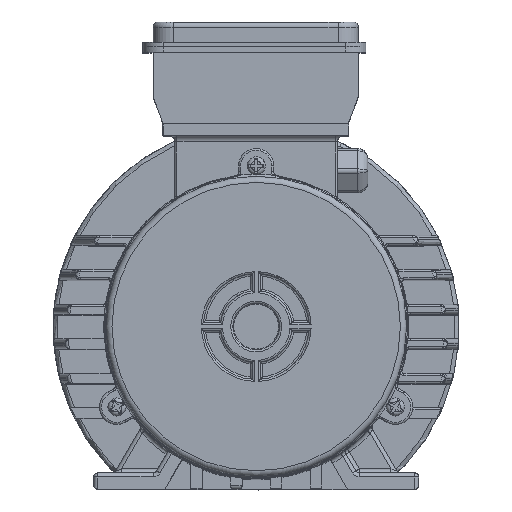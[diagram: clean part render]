
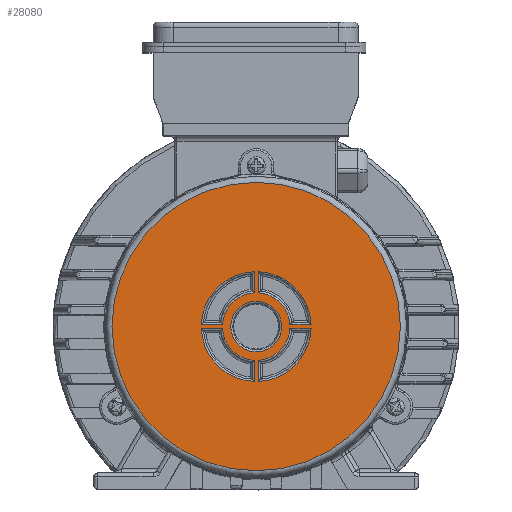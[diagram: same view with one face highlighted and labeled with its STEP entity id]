
A CAD part, top view. The second image highlights one B-rep face of the part: STEP entity #28080.
In plain terms, the highlighted planar face has unit normal (0, 0, 1).
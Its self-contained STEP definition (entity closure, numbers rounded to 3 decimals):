
#357=FACE_BOUND('',#8734,.T.);
#358=FACE_BOUND('',#8735,.T.);
#359=FACE_BOUND('',#8736,.T.);
#360=FACE_BOUND('',#8737,.T.);
#361=FACE_BOUND('',#8738,.T.);
#2049=LINE('',#41403,#4482);
#2050=LINE('',#41436,#4483);
#2051=LINE('',#41471,#4484);
#2052=LINE('',#41504,#4485);
#2053=LINE('',#41536,#4486);
#2054=LINE('',#41570,#4487);
#2055=LINE('',#41590,#4488);
#2056=LINE('',#41624,#4489);
#4482=VECTOR('',#32920,10.393);
#4483=VECTOR('',#32927,10.393);
#4484=VECTOR('',#32934,10.393);
#4485=VECTOR('',#32941,10.393);
#4486=VECTOR('',#32944,10.393);
#4487=VECTOR('',#32951,10.393);
#4488=VECTOR('',#32958,10.393);
#4489=VECTOR('',#32965,10.393);
#6949=FACE_OUTER_BOUND('',#8733,.T.);
#8733=EDGE_LOOP('',(#19065));
#8734=EDGE_LOOP('',(#19066));
#8735=EDGE_LOOP('',(#19067,#19068,#19069,#19070));
#8736=EDGE_LOOP('',(#19071,#19072,#19073,#19074));
#8737=EDGE_LOOP('',(#19075,#19076,#19077,#19078));
#8738=EDGE_LOOP('',(#19079,#19080,#19081,#19082));
#10623=CIRCLE('',#29873,16.656);
#10624=CIRCLE('',#29876,27.037);
#10625=CIRCLE('',#29879,16.656);
#10626=CIRCLE('',#29882,27.037);
#10627=CIRCLE('',#29886,27.037);
#10628=CIRCLE('',#29889,16.656);
#10629=CIRCLE('',#29892,27.037);
#10630=CIRCLE('',#29895,16.656);
#10631=CIRCLE('',#29897,12.5);
#10655=CIRCLE('',#29955,71.);
#11903=VERTEX_POINT('',#41370);
#11904=VERTEX_POINT('',#41385);
#11905=VERTEX_POINT('',#41402);
#11906=VERTEX_POINT('',#41419);
#11907=VERTEX_POINT('',#41438);
#11908=VERTEX_POINT('',#41453);
#11909=VERTEX_POINT('',#41470);
#11910=VERTEX_POINT('',#41487);
#11911=VERTEX_POINT('',#41506);
#11912=VERTEX_POINT('',#41521);
#11913=VERTEX_POINT('',#41538);
#11914=VERTEX_POINT('',#41555);
#11915=VERTEX_POINT('',#41574);
#11916=VERTEX_POINT('',#41589);
#11917=VERTEX_POINT('',#41606);
#11918=VERTEX_POINT('',#41623);
#11919=VERTEX_POINT('',#41642);
#11974=VERTEX_POINT('',#41899);
#14537=EDGE_CURVE('',#11904,#11903,#10623,.F.);
#14539=EDGE_CURVE('',#11905,#11904,#2049,.T.);
#14541=EDGE_CURVE('',#11906,#11905,#10624,.T.);
#14543=EDGE_CURVE('',#11903,#11906,#2050,.T.);
#14545=EDGE_CURVE('',#11908,#11907,#10625,.F.);
#14547=EDGE_CURVE('',#11909,#11908,#2051,.T.);
#14549=EDGE_CURVE('',#11910,#11909,#10626,.T.);
#14551=EDGE_CURVE('',#11907,#11910,#2052,.F.);
#14554=EDGE_CURVE('',#11911,#11912,#2053,.F.);
#14555=EDGE_CURVE('',#11913,#11911,#10627,.T.);
#14558=EDGE_CURVE('',#11914,#11913,#2054,.T.);
#14559=EDGE_CURVE('',#11912,#11914,#10628,.F.);
#14561=EDGE_CURVE('',#11916,#11915,#2055,.F.);
#14563=EDGE_CURVE('',#11917,#11916,#10629,.T.);
#14565=EDGE_CURVE('',#11918,#11917,#2056,.F.);
#14567=EDGE_CURVE('',#11915,#11918,#10630,.F.);
#14568=EDGE_CURVE('',#11919,#11919,#10631,.T.);
#14656=EDGE_CURVE('',#11974,#11974,#10655,.F.);
#19065=ORIENTED_EDGE('',*,*,#14656,.T.);
#19066=ORIENTED_EDGE('',*,*,#14568,.T.);
#19067=ORIENTED_EDGE('',*,*,#14567,.T.);
#19068=ORIENTED_EDGE('',*,*,#14565,.T.);
#19069=ORIENTED_EDGE('',*,*,#14563,.T.);
#19070=ORIENTED_EDGE('',*,*,#14561,.T.);
#19071=ORIENTED_EDGE('',*,*,#14559,.T.);
#19072=ORIENTED_EDGE('',*,*,#14558,.T.);
#19073=ORIENTED_EDGE('',*,*,#14555,.T.);
#19074=ORIENTED_EDGE('',*,*,#14554,.T.);
#19075=ORIENTED_EDGE('',*,*,#14551,.T.);
#19076=ORIENTED_EDGE('',*,*,#14549,.T.);
#19077=ORIENTED_EDGE('',*,*,#14547,.T.);
#19078=ORIENTED_EDGE('',*,*,#14545,.T.);
#19079=ORIENTED_EDGE('',*,*,#14543,.T.);
#19080=ORIENTED_EDGE('',*,*,#14541,.T.);
#19081=ORIENTED_EDGE('',*,*,#14539,.T.);
#19082=ORIENTED_EDGE('',*,*,#14537,.T.);
#27176=PLANE('',#29954);
#28080=ADVANCED_FACE('',(#6949,#357,#358,#359,#360,#361),#27176,.F.);
#29873=AXIS2_PLACEMENT_3D('',#41386,#32916,#32917);
#29876=AXIS2_PLACEMENT_3D('',#41420,#32923,#32924);
#29879=AXIS2_PLACEMENT_3D('',#41454,#32930,#32931);
#29882=AXIS2_PLACEMENT_3D('',#41488,#32937,#32938);
#29886=AXIS2_PLACEMENT_3D('',#41539,#32947,#32948);
#29889=AXIS2_PLACEMENT_3D('',#41572,#32954,#32955);
#29892=AXIS2_PLACEMENT_3D('',#41607,#32961,#32962);
#29895=AXIS2_PLACEMENT_3D('',#41640,#32968,#32969);
#29897=AXIS2_PLACEMENT_3D('',#41643,#32972,#32973);
#29954=AXIS2_PLACEMENT_3D('',#41898,#33134,#33135);
#29955=AXIS2_PLACEMENT_3D('',#41900,#33136,#33137);
#32916=DIRECTION('center_axis',(0.,0.,-1.));
#32917=DIRECTION('ref_axis',(-1.,0.,0.));
#32920=DIRECTION('',(1.,0.,0.));
#32923=DIRECTION('center_axis',(0.,0.,-1.));
#32924=DIRECTION('ref_axis',(-1.,0.,0.));
#32927=DIRECTION('',(0.,-1.,0.));
#32930=DIRECTION('center_axis',(0.,0.,-1.));
#32931=DIRECTION('ref_axis',(-1.,0.,0.));
#32934=DIRECTION('',(0.,-1.,0.));
#32937=DIRECTION('center_axis',(0.,0.,-1.));
#32938=DIRECTION('ref_axis',(-1.,0.,0.));
#32941=DIRECTION('',(1.,0.,0.));
#32944=DIRECTION('',(0.,-1.,0.));
#32947=DIRECTION('center_axis',(0.,0.,-1.));
#32948=DIRECTION('ref_axis',(-1.,0.,0.));
#32951=DIRECTION('',(1.,0.,0.));
#32954=DIRECTION('center_axis',(0.,0.,-1.));
#32955=DIRECTION('ref_axis',(-1.,0.,0.));
#32958=DIRECTION('',(1.,0.,0.));
#32961=DIRECTION('center_axis',(0.,0.,-1.));
#32962=DIRECTION('ref_axis',(-1.,0.,0.));
#32965=DIRECTION('',(0.,-1.,0.));
#32968=DIRECTION('center_axis',(0.,0.,-1.));
#32969=DIRECTION('ref_axis',(-1.,0.,0.));
#32972=DIRECTION('center_axis',(0.,0.,-1.));
#32973=DIRECTION('ref_axis',(-1.,0.,0.));
#33134=DIRECTION('center_axis',(0.,0.,-1.));
#33135=DIRECTION('ref_axis',(-1.,0.,0.));
#33136=DIRECTION('center_axis',(0.,0.,-1.));
#33137=DIRECTION('ref_axis',(-1.,0.,0.));
#41370=CARTESIAN_POINT('',(-1.,-16.626,270.6));
#41385=CARTESIAN_POINT('',(-16.626,-1.,270.6));
#41386=CARTESIAN_POINT('Origin',(0.,0.,270.6));
#41402=CARTESIAN_POINT('',(-27.019,-1.,270.6));
#41403=CARTESIAN_POINT('',(-27.019,-1.,270.6));
#41419=CARTESIAN_POINT('',(-1.,-27.019,270.6));
#41420=CARTESIAN_POINT('Origin',(0.,0.,270.6));
#41436=CARTESIAN_POINT('',(-1.,-16.626,270.6));
#41438=CARTESIAN_POINT('',(-16.626,1.,270.6));
#41453=CARTESIAN_POINT('',(-1.,16.626,270.6));
#41454=CARTESIAN_POINT('Origin',(0.,0.,270.6));
#41470=CARTESIAN_POINT('',(-1.,27.019,270.6));
#41471=CARTESIAN_POINT('',(-1.,27.019,270.6));
#41487=CARTESIAN_POINT('',(-27.019,1.,270.6));
#41488=CARTESIAN_POINT('Origin',(0.,0.,270.6));
#41504=CARTESIAN_POINT('',(-27.019,1.,270.6));
#41506=CARTESIAN_POINT('',(1.,-27.019,270.6));
#41521=CARTESIAN_POINT('',(1.,-16.626,270.6));
#41536=CARTESIAN_POINT('',(1.,-16.626,270.6));
#41538=CARTESIAN_POINT('',(27.019,-1.,270.6));
#41539=CARTESIAN_POINT('Origin',(0.,0.,270.6));
#41555=CARTESIAN_POINT('',(16.626,-1.,270.6));
#41570=CARTESIAN_POINT('',(16.626,-1.,270.6));
#41572=CARTESIAN_POINT('Origin',(0.,0.,270.6));
#41574=CARTESIAN_POINT('',(16.626,1.,270.6));
#41589=CARTESIAN_POINT('',(27.019,1.,270.6));
#41590=CARTESIAN_POINT('',(16.626,1.,270.6));
#41606=CARTESIAN_POINT('',(1.,27.019,270.6));
#41607=CARTESIAN_POINT('Origin',(0.,0.,270.6));
#41623=CARTESIAN_POINT('',(1.,16.626,270.6));
#41624=CARTESIAN_POINT('',(1.,27.019,270.6));
#41640=CARTESIAN_POINT('Origin',(0.,0.,270.6));
#41642=CARTESIAN_POINT('',(12.5,0.,270.6));
#41643=CARTESIAN_POINT('Origin',(0.,0.,270.6));
#41898=CARTESIAN_POINT('Origin',(0.,79.149,270.6));
#41899=CARTESIAN_POINT('',(71.,0.,270.6));
#41900=CARTESIAN_POINT('Origin',(0.,0.,270.6));
